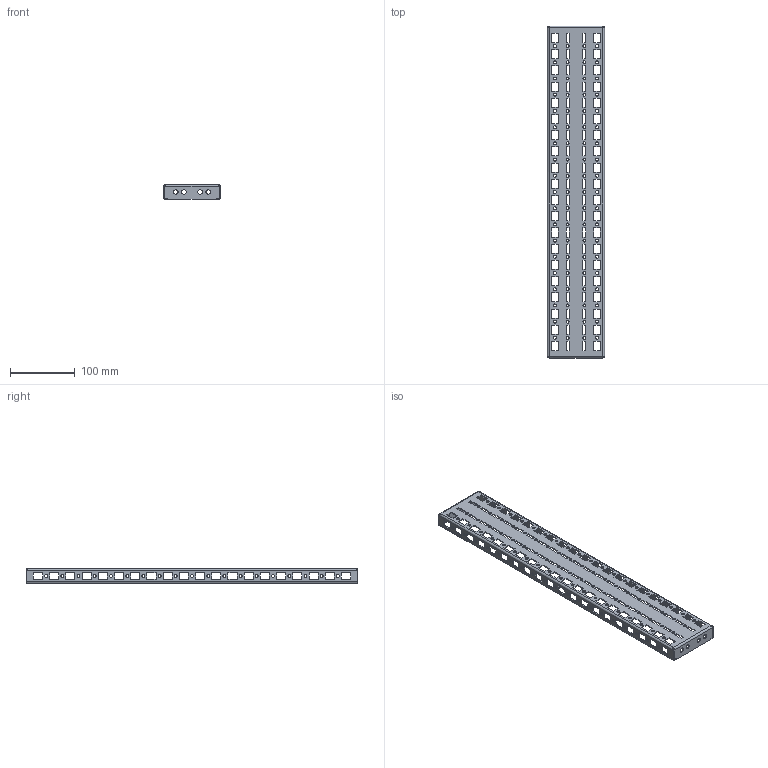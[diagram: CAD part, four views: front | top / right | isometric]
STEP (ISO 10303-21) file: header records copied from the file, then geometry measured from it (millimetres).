
FILE_DESCRIPTION(/* description */ (''),/* implementation_level */ '2;1');
FILE_NAME(/* name */ 'D2157833-001.stp',/* time_stamp */ '2019-10-11T13:23:44+02:00',/* author */ (''),/* organization */ (''),/* preprocessor_version */ 'ST-DEVELOPER v16',/* originating_system */ 'SIEMENS PLM Software NX 11.0',/* authorisation */ '');
FILE_SCHEMA (('AUTOMOTIVE_DESIGN { 1 0 10303 214 3 1 1 1 }'));
Length unit declared in the file: millimetre
Products named in the file (1): D2157833_001-MFE Barrier Narrow_ L_512
Bounding box: 88 x 512 x 23 mm (x, y, z)
Volume: 85424.7 mm3; surface area: 126785 mm2
Topology: 1 solids, 1 shells, 668 faces, 2065 edges, 1399 vertices
Faces by surface type: plane 522, cylinder 138, bspline 8
Full cylindrical faces by diameter (mm): 4.5 x114, 7 x8
Entity records: 22668 total; most frequent: CARTESIAN_POINT 4171, ORIENTED_EDGE 3688, DIRECTION 3422, EDGE_CURVE 1844, LINE 1552, VECTOR 1552, VERTEX_POINT 1300, EDGE_LOOP 1274
